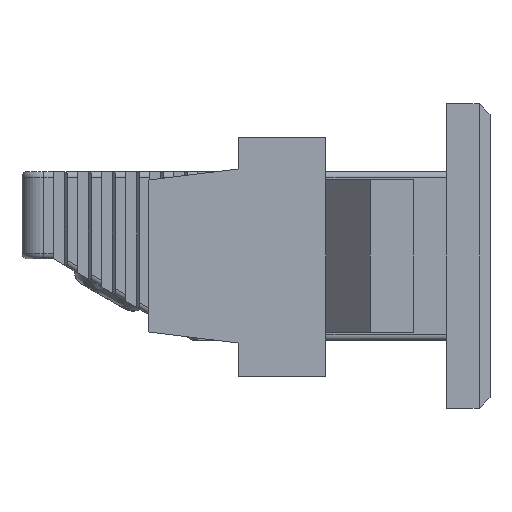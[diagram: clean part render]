
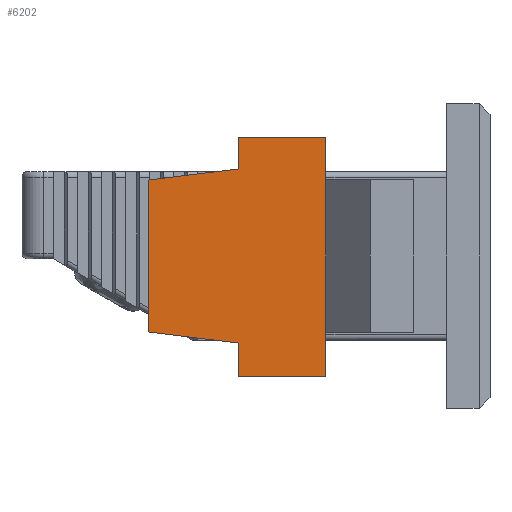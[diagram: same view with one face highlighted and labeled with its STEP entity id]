
A CAD part, front view. The second image highlights one B-rep face of the part: STEP entity #6202.
In plain terms, the highlighted planar face has unit normal (0, -1, 0).
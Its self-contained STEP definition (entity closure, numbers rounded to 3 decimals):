
#222 = CARTESIAN_POINT ( 'NONE',  ( -5.54, -10.325, -4. ) ) ;
#375 = DIRECTION ( 'NONE',  ( 0., 0., -1. ) ) ;
#377 = CARTESIAN_POINT ( 'NONE',  ( -5.54, -10.325, -4. ) ) ;
#397 = CARTESIAN_POINT ( 'NONE',  ( 5.46, -10.325, -4. ) ) ;
#583 = DIRECTION ( 'NONE',  ( -1., 0., 0. ) ) ;
#589 = VERTEX_POINT ( 'NONE', #11327 ) ;
#637 = ORIENTED_EDGE ( 'NONE', *, *, #4737, .T. ) ;
#744 = ORIENTED_EDGE ( 'NONE', *, *, #1345, .T. ) ;
#1262 = DIRECTION ( 'NONE',  ( 0., 0., 1. ) ) ;
#1313 = EDGE_LOOP ( 'NONE', ( #4140, #6751, #5811, #11525, #744, #10591, #11718, #6696, #637, #7925 ) ) ;
#1345 = EDGE_CURVE ( 'NONE', #12500, #589, #7458, .T. ) ;
#1362 = DIRECTION ( 'NONE',  ( 1., 0., 0. ) ) ;
#1833 = DIRECTION ( 'NONE',  ( 0., 0., 1. ) ) ;
#1925 = VECTOR ( 'NONE', #1362, 1000. ) ;
#1934 = CARTESIAN_POINT ( 'NONE',  ( 4.506, -10.325, -4.117 ) ) ;
#2197 = LINE ( 'NONE', #9526, #11663 ) ;
#2235 = VECTOR ( 'NONE', #7304, 1000. ) ;
#2288 = CARTESIAN_POINT ( 'NONE',  ( 5.46, -10.325, 0. ) ) ;
#2394 = EDGE_CURVE ( 'NONE', #7864, #11277, #9010, .T. ) ;
#2449 = EDGE_CURVE ( 'NONE', #11733, #10205, #10255, .T. ) ;
#2650 = EDGE_CURVE ( 'NONE', #11444, #6318, #10926, .T. ) ;
#2660 = DIRECTION ( 'NONE',  ( -1., 0., 0. ) ) ;
#2678 = DIRECTION ( 'NONE',  ( 1., 0., 0. ) ) ;
#2694 = LINE ( 'NONE', #9043, #12445 ) ;
#2756 = CARTESIAN_POINT ( 'NONE',  ( 3.49, -10.325, 4.15 ) ) ;
#2814 = CARTESIAN_POINT ( 'NONE',  ( -4., -10.325, 0. ) ) ;
#2852 = VECTOR ( 'NONE', #3921, 1000. ) ;
#2969 = CARTESIAN_POINT ( 'NONE',  ( -4.343, -10.325, -2.796 ) ) ;
#3132 = VERTEX_POINT ( 'NONE', #7595 ) ;
#3600 = FACE_OUTER_BOUND ( 'NONE', #1313, .T. ) ;
#3921 = DIRECTION ( 'NONE',  ( 0.122, 0., -0.993 ) ) ;
#4140 = ORIENTED_EDGE ( 'NONE', *, *, #12207, .F. ) ;
#4437 = DIRECTION ( 'NONE',  ( 1., 0., 0. ) ) ;
#4737 = EDGE_CURVE ( 'NONE', #10564, #7864, #2197, .T. ) ;
#4891 = VECTOR ( 'NONE', #2660, 1000. ) ;
#5088 = CARTESIAN_POINT ( 'NONE',  ( -3.5, -10.325, -4. ) ) ;
#5169 = EDGE_CURVE ( 'NONE', #11444, #3132, #7237, .T. ) ;
#5384 = EDGE_CURVE ( 'NONE', #12500, #6318, #10211, .T. ) ;
#5811 = ORIENTED_EDGE ( 'NONE', *, *, #2650, .T. ) ;
#6202 = ADVANCED_FACE ( 'NONE', ( #3600 ), #7494, .T. ) ;
#6318 = VERTEX_POINT ( 'NONE', #5088 ) ;
#6471 = CARTESIAN_POINT ( 'NONE',  ( 3.5, -10.325, -4. ) ) ;
#6696 = ORIENTED_EDGE ( 'NONE', *, *, #12459, .F. ) ;
#6706 = CARTESIAN_POINT ( 'NONE',  ( 5.46, -10.325, -4. ) ) ;
#6751 = ORIENTED_EDGE ( 'NONE', *, *, #5169, .F. ) ;
#6772 = CARTESIAN_POINT ( 'NONE',  ( -3.49, -10.325, 4.15 ) ) ;
#6777 = DIRECTION ( 'NONE',  ( -0.122, 0., -0.993 ) ) ;
#7148 = VECTOR ( 'NONE', #2678, 1000. ) ;
#7237 = LINE ( 'NONE', #377, #11653 ) ;
#7304 = DIRECTION ( 'NONE',  ( 1., 0., 0. ) ) ;
#7458 = LINE ( 'NONE', #6706, #7148 ) ;
#7494 = PLANE ( 'NONE',  #9858 ) ;
#7595 = CARTESIAN_POINT ( 'NONE',  ( -5.54, -10.325, 0. ) ) ;
#7864 = VERTEX_POINT ( 'NONE', #6772 ) ;
#7925 = ORIENTED_EDGE ( 'NONE', *, *, #2394, .T. ) ;
#8110 = LINE ( 'NONE', #11603, #10462 ) ;
#9010 = LINE ( 'NONE', #2969, #9174 ) ;
#9043 = CARTESIAN_POINT ( 'NONE',  ( 5.46, -10.325, -4. ) ) ;
#9174 = VECTOR ( 'NONE', #6777, 1000. ) ;
#9471 = CARTESIAN_POINT ( 'NONE',  ( 5.46, -10.325, -4. ) ) ;
#9526 = CARTESIAN_POINT ( 'NONE',  ( 4., -10.325, 4.15 ) ) ;
#9850 = CARTESIAN_POINT ( 'NONE',  ( 4., -10.325, 0. ) ) ;
#9858 = AXIS2_PLACEMENT_3D ( 'NONE', #9471, #10531, #375 ) ;
#9939 = LINE ( 'NONE', #1934, #2852 ) ;
#10205 = VERTEX_POINT ( 'NONE', #12614 ) ;
#10211 = LINE ( 'NONE', #6471, #4891 ) ;
#10255 = LINE ( 'NONE', #2288, #2235 ) ;
#10462 = VECTOR ( 'NONE', #4437, 1000. ) ;
#10531 = DIRECTION ( 'NONE',  ( 0., -1., 0. ) ) ;
#10564 = VERTEX_POINT ( 'NONE', #2756 ) ;
#10591 = ORIENTED_EDGE ( 'NONE', *, *, #12994, .T. ) ;
#10926 = LINE ( 'NONE', #397, #1925 ) ;
#11277 = VERTEX_POINT ( 'NONE', #2814 ) ;
#11327 = CARTESIAN_POINT ( 'NONE',  ( 5.46, -10.325, -4. ) ) ;
#11444 = VERTEX_POINT ( 'NONE', #222 ) ;
#11525 = ORIENTED_EDGE ( 'NONE', *, *, #5384, .F. ) ;
#11603 = CARTESIAN_POINT ( 'NONE',  ( 5.46, -10.325, 0. ) ) ;
#11653 = VECTOR ( 'NONE', #1262, 1000. ) ;
#11663 = VECTOR ( 'NONE', #583, 1000. ) ;
#11718 = ORIENTED_EDGE ( 'NONE', *, *, #2449, .F. ) ;
#11733 = VERTEX_POINT ( 'NONE', #9850 ) ;
#11929 = CARTESIAN_POINT ( 'NONE',  ( 3.5, -10.325, -4. ) ) ;
#12207 = EDGE_CURVE ( 'NONE', #3132, #11277, #8110, .T. ) ;
#12445 = VECTOR ( 'NONE', #1833, 1000. ) ;
#12459 = EDGE_CURVE ( 'NONE', #10564, #11733, #9939, .T. ) ;
#12500 = VERTEX_POINT ( 'NONE', #11929 ) ;
#12614 = CARTESIAN_POINT ( 'NONE',  ( 5.46, -10.325, 0. ) ) ;
#12994 = EDGE_CURVE ( 'NONE', #589, #10205, #2694, .T. ) ;
